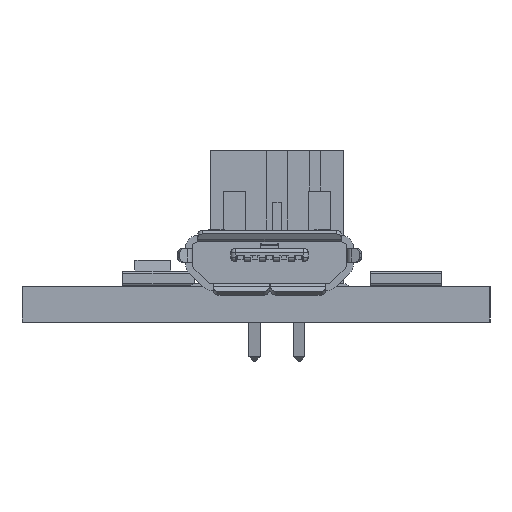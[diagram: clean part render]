
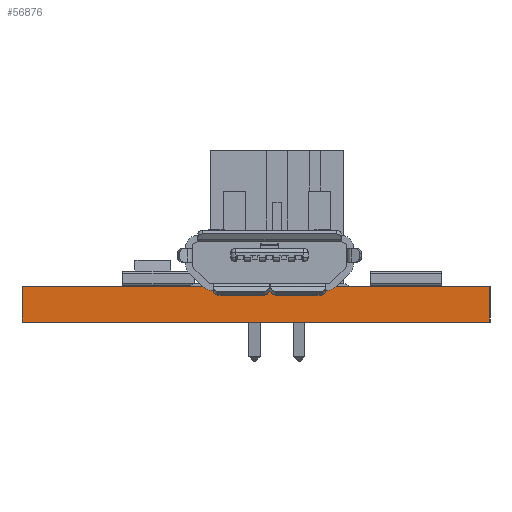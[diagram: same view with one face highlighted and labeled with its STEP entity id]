
A CAD part, left-side view. The second image highlights one B-rep face of the part: STEP entity #56876.
In plain terms, the highlighted planar face has unit normal (-1, 0.006, 0).
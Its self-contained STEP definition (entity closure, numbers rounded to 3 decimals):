
#56876 = ADVANCED_FACE('',(#56877),#56891,.F.);
#56877 = FACE_BOUND('',#56878,.F.);
#56878 = EDGE_LOOP('',(#56879,#56914,#56942,#56970));
#56879 = ORIENTED_EDGE('',*,*,#56880,.T.);
#56880 = EDGE_CURVE('',#56881,#56883,#56885,.T.);
#56881 = VERTEX_POINT('',#56882);
#56882 = CARTESIAN_POINT('',(-13.335,10.446,0.));
#56883 = VERTEX_POINT('',#56884);
#56884 = CARTESIAN_POINT('',(-13.335,10.446,1.6));
#56885 = SURFACE_CURVE('',#56886,(#56890,#56902),.PCURVE_S1.);
#56886 = LINE('',#56887,#56888);
#56887 = CARTESIAN_POINT('',(-13.335,10.446,0.));
#56888 = VECTOR('',#56889,1.);
#56889 = DIRECTION('',(0.,0.,1.));
#56890 = PCURVE('',#56891,#56896);
#56891 = PLANE('',#56892);
#56892 = AXIS2_PLACEMENT_3D('',#56893,#56894,#56895);
#56893 = CARTESIAN_POINT('',(-13.335,10.446,0.));
#56894 = DIRECTION('',(1.,-0.006,0.));
#56895 = DIRECTION('',(-0.006,-1.,0.));
#56896 = DEFINITIONAL_REPRESENTATION('',(#56897),#56901);
#56897 = LINE('',#56898,#56899);
#56898 = CARTESIAN_POINT('',(0.,0.));
#56899 = VECTOR('',#56900,1.);
#56900 = DIRECTION('',(0.,-1.));
#56901 = ( GEOMETRIC_REPRESENTATION_CONTEXT(2) 
PARAMETRIC_REPRESENTATION_CONTEXT() REPRESENTATION_CONTEXT('2D SPACE',''
  ) );
#56902 = PCURVE('',#56903,#56908);
#56903 = PLANE('',#56904);
#56904 = AXIS2_PLACEMENT_3D('',#56905,#56906,#56907);
#56905 = CARTESIAN_POINT('',(13.462,10.382,0.));
#56906 = DIRECTION('',(-0.002,-1.,0.));
#56907 = DIRECTION('',(-1.,0.002,0.));
#56908 = DEFINITIONAL_REPRESENTATION('',(#56909),#56913);
#56909 = LINE('',#56910,#56911);
#56910 = CARTESIAN_POINT('',(26.797,0.));
#56911 = VECTOR('',#56912,1.);
#56912 = DIRECTION('',(0.,-1.));
#56913 = ( GEOMETRIC_REPRESENTATION_CONTEXT(2) 
PARAMETRIC_REPRESENTATION_CONTEXT() REPRESENTATION_CONTEXT('2D SPACE',''
  ) );
#56914 = ORIENTED_EDGE('',*,*,#56915,.T.);
#56915 = EDGE_CURVE('',#56883,#56916,#56918,.T.);
#56916 = VERTEX_POINT('',#56917);
#56917 = CARTESIAN_POINT('',(-13.462,-10.446,1.6));
#56918 = SURFACE_CURVE('',#56919,(#56923,#56930),.PCURVE_S1.);
#56919 = LINE('',#56920,#56921);
#56920 = CARTESIAN_POINT('',(-13.335,10.446,1.6));
#56921 = VECTOR('',#56922,1.);
#56922 = DIRECTION('',(-0.006,-1.,0.));
#56923 = PCURVE('',#56891,#56924);
#56924 = DEFINITIONAL_REPRESENTATION('',(#56925),#56929);
#56925 = LINE('',#56926,#56927);
#56926 = CARTESIAN_POINT('',(0.,-1.6));
#56927 = VECTOR('',#56928,1.);
#56928 = DIRECTION('',(1.,0.));
#56929 = ( GEOMETRIC_REPRESENTATION_CONTEXT(2) 
PARAMETRIC_REPRESENTATION_CONTEXT() REPRESENTATION_CONTEXT('2D SPACE',''
  ) );
#56930 = PCURVE('',#56931,#56936);
#56931 = PLANE('',#56932);
#56932 = AXIS2_PLACEMENT_3D('',#56933,#56934,#56935);
#56933 = CARTESIAN_POINT('',(0.023,-0.03,
    1.6));
#56934 = DIRECTION('',(0.,0.,1.));
#56935 = DIRECTION('',(1.,0.,0.));
#56936 = DEFINITIONAL_REPRESENTATION('',(#56937),#56941);
#56937 = LINE('',#56938,#56939);
#56938 = CARTESIAN_POINT('',(-13.358,10.475));
#56939 = VECTOR('',#56940,1.);
#56940 = DIRECTION('',(-0.006,-1.));
#56941 = ( GEOMETRIC_REPRESENTATION_CONTEXT(2) 
PARAMETRIC_REPRESENTATION_CONTEXT() REPRESENTATION_CONTEXT('2D SPACE',''
  ) );
#56942 = ORIENTED_EDGE('',*,*,#56943,.F.);
#56943 = EDGE_CURVE('',#56944,#56916,#56946,.T.);
#56944 = VERTEX_POINT('',#56945);
#56945 = CARTESIAN_POINT('',(-13.462,-10.446,0.));
#56946 = SURFACE_CURVE('',#56947,(#56951,#56958),.PCURVE_S1.);
#56947 = LINE('',#56948,#56949);
#56948 = CARTESIAN_POINT('',(-13.462,-10.446,0.));
#56949 = VECTOR('',#56950,1.);
#56950 = DIRECTION('',(0.,0.,1.));
#56951 = PCURVE('',#56891,#56952);
#56952 = DEFINITIONAL_REPRESENTATION('',(#56953),#56957);
#56953 = LINE('',#56954,#56955);
#56954 = CARTESIAN_POINT('',(20.892,0.));
#56955 = VECTOR('',#56956,1.);
#56956 = DIRECTION('',(0.,-1.));
#56957 = ( GEOMETRIC_REPRESENTATION_CONTEXT(2) 
PARAMETRIC_REPRESENTATION_CONTEXT() REPRESENTATION_CONTEXT('2D SPACE',''
  ) );
#56958 = PCURVE('',#56959,#56964);
#56959 = PLANE('',#56960);
#56960 = AXIS2_PLACEMENT_3D('',#56961,#56962,#56963);
#56961 = CARTESIAN_POINT('',(-13.462,-10.446,0.));
#56962 = DIRECTION('',(0.,1.,0.));
#56963 = DIRECTION('',(1.,0.,0.));
#56964 = DEFINITIONAL_REPRESENTATION('',(#56965),#56969);
#56965 = LINE('',#56966,#56967);
#56966 = CARTESIAN_POINT('',(0.,0.));
#56967 = VECTOR('',#56968,1.);
#56968 = DIRECTION('',(0.,-1.));
#56969 = ( GEOMETRIC_REPRESENTATION_CONTEXT(2) 
PARAMETRIC_REPRESENTATION_CONTEXT() REPRESENTATION_CONTEXT('2D SPACE',''
  ) );
#56970 = ORIENTED_EDGE('',*,*,#56971,.F.);
#56971 = EDGE_CURVE('',#56881,#56944,#56972,.T.);
#56972 = SURFACE_CURVE('',#56973,(#56977,#56984),.PCURVE_S1.);
#56973 = LINE('',#56974,#56975);
#56974 = CARTESIAN_POINT('',(-13.335,10.446,0.));
#56975 = VECTOR('',#56976,1.);
#56976 = DIRECTION('',(-0.006,-1.,0.));
#56977 = PCURVE('',#56891,#56978);
#56978 = DEFINITIONAL_REPRESENTATION('',(#56979),#56983);
#56979 = LINE('',#56980,#56981);
#56980 = CARTESIAN_POINT('',(0.,0.));
#56981 = VECTOR('',#56982,1.);
#56982 = DIRECTION('',(1.,0.));
#56983 = ( GEOMETRIC_REPRESENTATION_CONTEXT(2) 
PARAMETRIC_REPRESENTATION_CONTEXT() REPRESENTATION_CONTEXT('2D SPACE',''
  ) );
#56984 = PCURVE('',#56985,#56990);
#56985 = PLANE('',#56986);
#56986 = AXIS2_PLACEMENT_3D('',#56987,#56988,#56989);
#56987 = CARTESIAN_POINT('',(0.023,-0.03,
    0.));
#56988 = DIRECTION('',(0.,0.,1.));
#56989 = DIRECTION('',(1.,0.,0.));
#56990 = DEFINITIONAL_REPRESENTATION('',(#56991),#56995);
#56991 = LINE('',#56992,#56993);
#56992 = CARTESIAN_POINT('',(-13.358,10.475));
#56993 = VECTOR('',#56994,1.);
#56994 = DIRECTION('',(-0.006,-1.));
#56995 = ( GEOMETRIC_REPRESENTATION_CONTEXT(2) 
PARAMETRIC_REPRESENTATION_CONTEXT() REPRESENTATION_CONTEXT('2D SPACE',''
  ) );
